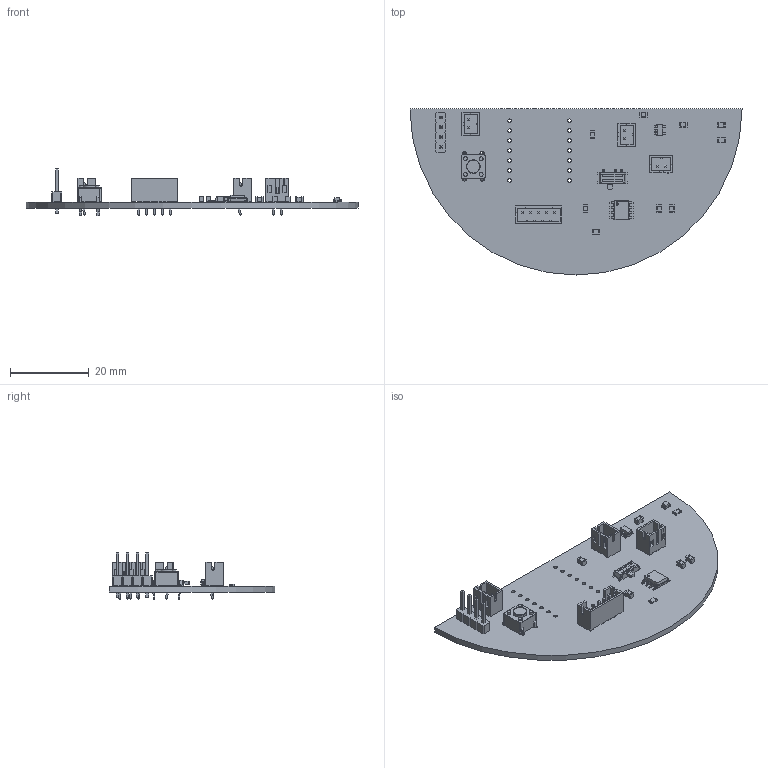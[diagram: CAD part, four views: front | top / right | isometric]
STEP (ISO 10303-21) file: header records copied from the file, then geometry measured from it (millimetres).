
FILE_DESCRIPTION(('KiCad electronic assembly'),'2;1');
FILE_NAME('pcb.step','2025-11-30T19:12:43',('Pcbnew'),('Kicad'), 'Open CASCADE STEP processor 7.8','KiCad to STEP converter','Unknown' );
FILE_SCHEMA(('AUTOMOTIVE_DESIGN { 1 0 10303 214 1 1 1 1 }'));
Length unit declared in the file: millimetre
Products named in the file (12): pcb 1; PinHeader_1x04_P2.54mm_Vertical; C_0805_2012Metric; SW_SPDT_PCM12; SOIC-8_3.9x4.9mm_P1.27mm; R_0805_2012Metric; JST_PH_B2B-PH-K_1x02_P2.00mm_Vertical; SOT-23-5; SW_PUSH_6mm; JST_PH_B5B-PH-K_1x05_P2.00mm_Vertical; LED_0805_2012Metric; clementine clock_PCB
Assembly tree (19 placements, depth 2):
  pcb 1
    PinHeader_1x04_P2.54mm_Vertical
    C_0805_2012Metric  x6
    SW_SPDT_PCM12
    SOIC-8_3.9x4.9mm_P1.27mm
    R_0805_2012Metric  x2
    JST_PH_B2B-PH-K_1x02_P2.00mm_Vertical  x3
    SOT-23-5
    SW_PUSH_6mm
    JST_PH_B5B-PH-K_1x05_P2.00mm_Vertical
    LED_0805_2012Metric
    clementine clock_PCB
Bounding box: 84.58 x 42.29 x 12.04 mm (x, y, z)
Volume: 4917.8 mm3; surface area: 8012 mm2
Topology: 19 solids, 19 shells, 1376 faces, 3593 edges, 2303 vertices
Faces by surface type: plane 1067, cylinder 245, bspline 61, cone 2, torus 1
Full cylindrical faces by diameter (mm): 0.6 x1, 0.75 x11, 0.8 x2, 0.889 x14, 0.9 x2, 1 x8, 1.1 x4, 3.5 x1
Entity records: 37855 total; most frequent: CARTESIAN_POINT 5627, ORIENTED_EDGE 5306, DIRECTION 4895, EDGE_CURVE 2653, LINE 2249, VECTOR 2249, VERTEX_POINT 1683, AXIS2_PLACEMENT_3D 1323
